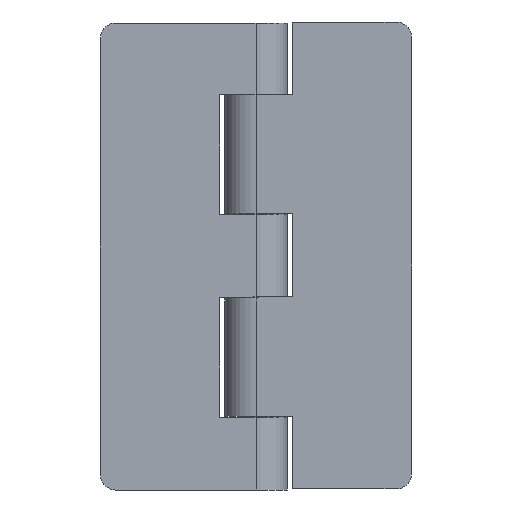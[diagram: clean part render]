
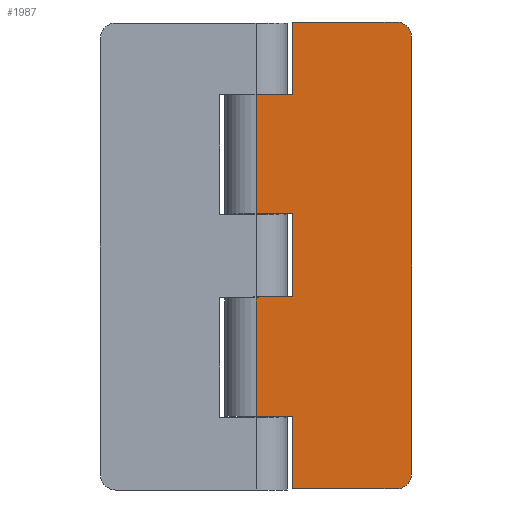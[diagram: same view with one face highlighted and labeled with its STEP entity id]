
A CAD part, front view. The second image highlights one B-rep face of the part: STEP entity #1987.
In plain terms, the highlighted planar face has unit normal (0, -1, 0).
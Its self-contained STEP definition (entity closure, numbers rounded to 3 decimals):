
#3 = EDGE_CURVE ( 'NONE', #1859, #4, #341, .T. ) ;
#4 = VERTEX_POINT ( 'NONE', #332 ) ;
#332 = CARTESIAN_POINT ( 'NONE',  ( 0., -6., 8. ) ) ;
#333 = DIRECTION ( 'NONE',  ( 0., 0., -1. ) ) ;
#334 = VECTOR ( 'NONE', #333, 1000. ) ;
#335 = CARTESIAN_POINT ( 'NONE',  ( 0., -6., 45. ) ) ;
#341 = LINE ( 'NONE', #335, #334 ) ;
#808 = CARTESIAN_POINT ( 'NONE',  ( 0., -6., 31. ) ) ;
#949 = CARTESIAN_POINT ( 'NONE',  ( 27., -6., 45. ) ) ;
#992 = DIRECTION ( 'NONE',  ( 1., 0., 0. ) ) ;
#993 = VECTOR ( 'NONE', #992, 1000. ) ;
#994 = CARTESIAN_POINT ( 'NONE',  ( 0., -6., 45. ) ) ;
#995 = LINE ( 'NONE', #994, #993 ) ;
#1002 = CARTESIAN_POINT ( 'NONE',  ( 27., -6., -45. ) ) ;
#1003 = DIRECTION ( 'NONE',  ( 1., 0., 0. ) ) ;
#1004 = VECTOR ( 'NONE', #1003, 1000. ) ;
#1005 = CARTESIAN_POINT ( 'NONE',  ( 0., -6., -45. ) ) ;
#1006 = LINE ( 'NONE', #1005, #1004 ) ;
#1007 = CARTESIAN_POINT ( 'NONE',  ( 7., -6., -45. ) ) ;
#1008 = CARTESIAN_POINT ( 'NONE',  ( 7., -6., 45. ) ) ;
#1032 = DIRECTION ( 'NONE',  ( -1., 0., 0. ) ) ;
#1033 = DIRECTION ( 'NONE',  ( 0., 1., 0. ) ) ;
#1034 = CARTESIAN_POINT ( 'NONE',  ( 0., -6., 45. ) ) ;
#1035 = AXIS2_PLACEMENT_3D ( 'NONE', #1034, #1033, #1032 ) ;
#1036 = PLANE ( 'NONE',  #1035 ) ;
#1037 = FACE_OUTER_BOUND ( 'NONE', #1983, .T. ) ;
#1047 = DIRECTION ( 'NONE',  ( 0., 0., -1. ) ) ;
#1048 = VECTOR ( 'NONE', #1047, 1000. ) ;
#1049 = CARTESIAN_POINT ( 'NONE',  ( 30., -6., 45. ) ) ;
#1050 = LINE ( 'NONE', #1049, #1048 ) ;
#1052 = CARTESIAN_POINT ( 'NONE',  ( 7., -6., -31. ) ) ;
#1053 = CARTESIAN_POINT ( 'NONE',  ( 30., -6., 42. ) ) ;
#1054 = CARTESIAN_POINT ( 'NONE',  ( 30., -6., -42. ) ) ;
#1055 = DIRECTION ( 'NONE',  ( -1., 0., 0. ) ) ;
#1056 = DIRECTION ( 'NONE',  ( 0., -1., 0. ) ) ;
#1057 = CARTESIAN_POINT ( 'NONE',  ( 27., -6., 42. ) ) ;
#1058 = AXIS2_PLACEMENT_3D ( 'NONE', #1057, #1056, #1055 ) ;
#1059 = CIRCLE ( 'NONE', #1058, 3. ) ;
#1060 = DIRECTION ( 'NONE',  ( 0., 0., -1. ) ) ;
#1061 = VECTOR ( 'NONE', #1060, 1000. ) ;
#1062 = CARTESIAN_POINT ( 'NONE',  ( 7., -6., 45. ) ) ;
#1063 = LINE ( 'NONE', #1062, #1061 ) ;
#1064 = CARTESIAN_POINT ( 'NONE',  ( 7., -6., 31. ) ) ;
#1065 = CARTESIAN_POINT ( 'NONE',  ( 7., -6., 8. ) ) ;
#1066 = DIRECTION ( 'NONE',  ( -1., 0., 0. ) ) ;
#1067 = VECTOR ( 'NONE', #1066, 1000. ) ;
#1068 = CARTESIAN_POINT ( 'NONE',  ( 0., -6., 31. ) ) ;
#1069 = LINE ( 'NONE', #1068, #1067 ) ;
#1078 = CARTESIAN_POINT ( 'NONE',  ( 27., -6., -42. ) ) ;
#1079 = AXIS2_PLACEMENT_3D ( 'NONE', #1078, #1139, #1138 ) ;
#1080 = CIRCLE ( 'NONE', #1079, 3. ) ;
#1086 = DIRECTION ( 'NONE',  ( 1., 0., 0. ) ) ;
#1087 = VECTOR ( 'NONE', #1086, 1000. ) ;
#1088 = CARTESIAN_POINT ( 'NONE',  ( 0., -6., 8. ) ) ;
#1089 = LINE ( 'NONE', #1088, #1087 ) ;
#1090 = DIRECTION ( 'NONE',  ( 0., 0., -1. ) ) ;
#1091 = VECTOR ( 'NONE', #1090, 1000. ) ;
#1092 = CARTESIAN_POINT ( 'NONE',  ( 7., -6., 45. ) ) ;
#1093 = LINE ( 'NONE', #1092, #1091 ) ;
#1094 = DIRECTION ( 'NONE',  ( -1., 0., 0. ) ) ;
#1095 = VECTOR ( 'NONE', #1094, 1000. ) ;
#1096 = CARTESIAN_POINT ( 'NONE',  ( 0., -6., -8. ) ) ;
#1097 = LINE ( 'NONE', #1096, #1095 ) ;
#1098 = DIRECTION ( 'NONE',  ( 1., 0., 0. ) ) ;
#1099 = VECTOR ( 'NONE', #1098, 1000. ) ;
#1100 = CARTESIAN_POINT ( 'NONE',  ( 0., -6., -31. ) ) ;
#1101 = LINE ( 'NONE', #1100, #1099 ) ;
#1102 = CARTESIAN_POINT ( 'NONE',  ( 7., -6., -8. ) ) ;
#1104 = DIRECTION ( 'NONE',  ( 0., 0., -1. ) ) ;
#1105 = VECTOR ( 'NONE', #1104, 1000. ) ;
#1106 = CARTESIAN_POINT ( 'NONE',  ( 7., -6., 45. ) ) ;
#1107 = LINE ( 'NONE', #1106, #1105 ) ;
#1138 = DIRECTION ( 'NONE',  ( -1., 0., 0. ) ) ;
#1139 = DIRECTION ( 'NONE',  ( 0., -1., 0. ) ) ;
#1205 = DIRECTION ( 'NONE',  ( 0., 0., -1. ) ) ;
#1206 = VECTOR ( 'NONE', #1205, 1000. ) ;
#1207 = CARTESIAN_POINT ( 'NONE',  ( 0., -6., 45. ) ) ;
#1208 = LINE ( 'NONE', #1207, #1206 ) ;
#1258 = CARTESIAN_POINT ( 'NONE',  ( 0., -6., -31. ) ) ;
#1259 = CARTESIAN_POINT ( 'NONE',  ( 0., -6., -8. ) ) ;
#1859 = VERTEX_POINT ( 'NONE', #808 ) ;
#1962 = VERTEX_POINT ( 'NONE', #949 ) ;
#1966 = VERTEX_POINT ( 'NONE', #1008 ) ;
#1969 = VERTEX_POINT ( 'NONE', #1007 ) ;
#1971 = EDGE_CURVE ( 'NONE', #1969, #1973, #1006, .T. ) ;
#1973 = VERTEX_POINT ( 'NONE', #1002 ) ;
#1975 = EDGE_CURVE ( 'NONE', #1966, #1962, #995, .T. ) ;
#1983 = EDGE_LOOP ( 'NONE', ( #2014, #2010, #2011, #2004, #2006, #2008, #2031, #2028, #2025, #2023, #2024, #2017, #2041, #2035 ) ) ;
#1987 = ADVANCED_FACE ( 'NONE', ( #1037 ), #1036, .F. ) ;
#2002 = EDGE_CURVE ( 'NONE', #2005, #1859, #1069, .T. ) ;
#2003 = VERTEX_POINT ( 'NONE', #1065 ) ;
#2004 = ORIENTED_EDGE ( 'NONE', *, *, #2007, .T. ) ;
#2005 = VERTEX_POINT ( 'NONE', #1064 ) ;
#2006 = ORIENTED_EDGE ( 'NONE', *, *, #2002, .T. ) ;
#2007 = EDGE_CURVE ( 'NONE', #1966, #2005, #1063, .T. ) ;
#2008 = ORIENTED_EDGE ( 'NONE', *, *, #3, .T. ) ;
#2009 = EDGE_CURVE ( 'NONE', #2013, #1962, #1059, .T. ) ;
#2010 = ORIENTED_EDGE ( 'NONE', *, *, #2009, .T. ) ;
#2011 = ORIENTED_EDGE ( 'NONE', *, *, #1975, .F. ) ;
#2012 = VERTEX_POINT ( 'NONE', #1054 ) ;
#2013 = VERTEX_POINT ( 'NONE', #1053 ) ;
#2014 = ORIENTED_EDGE ( 'NONE', *, *, #2016, .F. ) ;
#2015 = VERTEX_POINT ( 'NONE', #1052 ) ;
#2016 = EDGE_CURVE ( 'NONE', #2013, #2012, #1050, .T. ) ;
#2017 = ORIENTED_EDGE ( 'NONE', *, *, #2018, .T. ) ;
#2018 = EDGE_CURVE ( 'NONE', #2015, #1969, #1107, .T. ) ;
#2021 = VERTEX_POINT ( 'NONE', #1102 ) ;
#2022 = EDGE_CURVE ( 'NONE', #2109, #2015, #1101, .T. ) ;
#2023 = ORIENTED_EDGE ( 'NONE', *, *, #2105, .T. ) ;
#2024 = ORIENTED_EDGE ( 'NONE', *, *, #2022, .T. ) ;
#2025 = ORIENTED_EDGE ( 'NONE', *, *, #2026, .T. ) ;
#2026 = EDGE_CURVE ( 'NONE', #2021, #2108, #1097, .T. ) ;
#2027 = EDGE_CURVE ( 'NONE', #2003, #2021, #1093, .T. ) ;
#2028 = ORIENTED_EDGE ( 'NONE', *, *, #2027, .T. ) ;
#2029 = EDGE_CURVE ( 'NONE', #4, #2003, #1089, .T. ) ;
#2031 = ORIENTED_EDGE ( 'NONE', *, *, #2029, .T. ) ;
#2035 = ORIENTED_EDGE ( 'NONE', *, *, #2036, .T. ) ;
#2036 = EDGE_CURVE ( 'NONE', #1973, #2012, #1080, .T. ) ;
#2041 = ORIENTED_EDGE ( 'NONE', *, *, #1971, .T. ) ;
#2105 = EDGE_CURVE ( 'NONE', #2108, #2109, #1208, .T. ) ;
#2108 = VERTEX_POINT ( 'NONE', #1259 ) ;
#2109 = VERTEX_POINT ( 'NONE', #1258 ) ;
